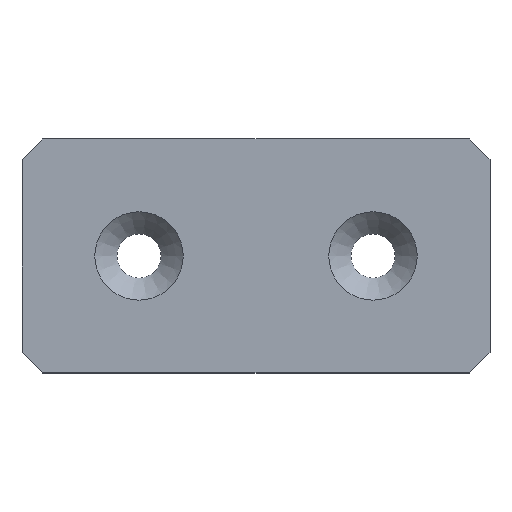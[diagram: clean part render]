
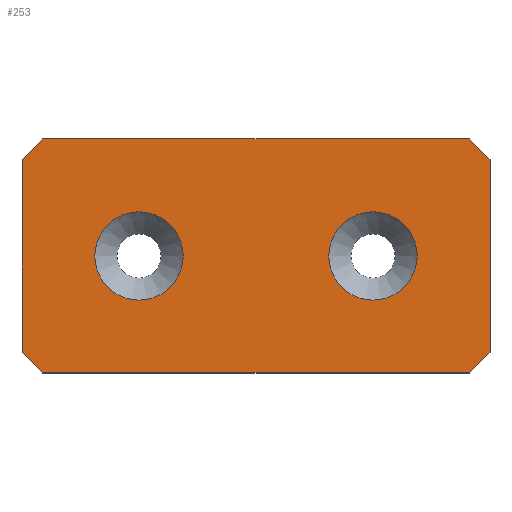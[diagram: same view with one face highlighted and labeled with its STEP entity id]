
A CAD part, top view. The second image highlights one B-rep face of the part: STEP entity #253.
In plain terms, the highlighted planar face has unit normal (0, 0, 1).
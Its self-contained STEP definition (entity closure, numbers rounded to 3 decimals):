
#16=FACE_BOUND($,#46,.T.);
#17=FACE_BOUND($,#47,.T.);
#18=FACE_BOUND($,#48,.T.);
#25=CIRCLE($,#271,8.5);
#26=CIRCLE($,#272,8.5);
#46=EDGE_LOOP($,(#174));
#47=EDGE_LOOP($,(#175));
#48=EDGE_LOOP($,(#176,#177,#178,#179,#180,#181,#182,#183));
#66=LINE($,#358,#90);
#70=LINE($,#366,#94);
#73=LINE($,#376,#97);
#74=LINE($,#378,#98);
#75=LINE($,#380,#99);
#76=LINE($,#382,#100);
#77=LINE($,#384,#101);
#78=LINE($,#385,#102);
#90=VECTOR($,#292,5.657);
#94=VECTOR($,#298,82.);
#97=VECTOR($,#307,37.);
#98=VECTOR($,#308,5.657);
#99=VECTOR($,#309,82.);
#100=VECTOR($,#310,5.657);
#101=VECTOR($,#311,37.);
#102=VECTOR($,#312,5.657);
#114=VERTEX_POINT($,#356);
#115=VERTEX_POINT($,#357);
#118=VERTEX_POINT($,#365);
#120=VERTEX_POINT($,#371);
#121=VERTEX_POINT($,#373);
#122=VERTEX_POINT($,#375);
#123=VERTEX_POINT($,#377);
#124=VERTEX_POINT($,#379);
#125=VERTEX_POINT($,#381);
#126=VERTEX_POINT($,#383);
#136=EDGE_CURVE($,#114,#115,#66,.T.);
#140=EDGE_CURVE($,#115,#118,#70,.T.);
#143=EDGE_CURVE($,#120,#120,#25,.T.);
#144=EDGE_CURVE($,#121,#121,#26,.T.);
#145=EDGE_CURVE($,#122,#114,#73,.T.);
#146=EDGE_CURVE($,#123,#122,#74,.T.);
#147=EDGE_CURVE($,#124,#123,#75,.T.);
#148=EDGE_CURVE($,#125,#124,#76,.T.);
#149=EDGE_CURVE($,#126,#125,#77,.T.);
#150=EDGE_CURVE($,#118,#126,#78,.T.);
#174=ORIENTED_EDGE($,*,*,#143,.T.);
#175=ORIENTED_EDGE($,*,*,#144,.T.);
#176=ORIENTED_EDGE($,*,*,#136,.F.);
#177=ORIENTED_EDGE($,*,*,#145,.F.);
#178=ORIENTED_EDGE($,*,*,#146,.F.);
#179=ORIENTED_EDGE($,*,*,#147,.F.);
#180=ORIENTED_EDGE($,*,*,#148,.F.);
#181=ORIENTED_EDGE($,*,*,#149,.F.);
#182=ORIENTED_EDGE($,*,*,#150,.F.);
#183=ORIENTED_EDGE($,*,*,#140,.F.);
#228=PLANE($,#270);
#253=ADVANCED_FACE($,(#16,#17,#18),#228,.T.);
#270=AXIS2_PLACEMENT_3D($,#370,#301,#302);
#271=AXIS2_PLACEMENT_3D($,#372,#303,#304);
#272=AXIS2_PLACEMENT_3D($,#374,#305,#306);
#292=DIRECTION($,(-0.707,-0.707,0.));
#298=DIRECTION($,(-1.,0.,0.));
#301=DIRECTION('center_axis',(0.,0.,1.));
#302=DIRECTION('ref_axis',(1.,0.,0.));
#303=DIRECTION('center_axis',(0.,0.,-1.));
#304=DIRECTION('ref_axis',(1.,0.,0.));
#305=DIRECTION('center_axis',(0.,0.,-1.));
#306=DIRECTION('ref_axis',(1.,0.,0.));
#307=DIRECTION($,(0.,-1.,0.));
#308=DIRECTION($,(0.707,-0.707,0.));
#309=DIRECTION($,(1.,0.,0.));
#310=DIRECTION($,(0.707,0.707,0.));
#311=DIRECTION($,(0.,1.,0.));
#312=DIRECTION($,(-0.707,0.707,0.));
#356=CARTESIAN_POINT('',(45.,-18.5,5.));
#357=CARTESIAN_POINT('',(41.,-22.5,5.));
#358=CARTESIAN_POINT($,(37.375,-26.125,5.));
#365=CARTESIAN_POINT('',(-41.,-22.5,5.));
#366=CARTESIAN_POINT($,(45.,-22.5,5.));
#370=CARTESIAN_POINT('Origin',(0.,0.,5.));
#371=CARTESIAN_POINT('',(31.,0.,5.));
#372=CARTESIAN_POINT('Origin',(22.5,0.,5.));
#373=CARTESIAN_POINT('',(-14.,0.,5.));
#374=CARTESIAN_POINT('Origin',(-22.5,0.,5.));
#375=CARTESIAN_POINT('',(45.,18.5,5.));
#376=CARTESIAN_POINT($,(45.,22.5,5.));
#377=CARTESIAN_POINT('',(41.,22.5,5.));
#378=CARTESIAN_POINT($,(37.375,26.125,5.));
#379=CARTESIAN_POINT('',(-41.,22.5,5.));
#380=CARTESIAN_POINT($,(-45.,22.5,5.));
#381=CARTESIAN_POINT('',(-45.,18.5,5.));
#382=CARTESIAN_POINT($,(-37.375,26.125,5.));
#383=CARTESIAN_POINT('',(-45.,-18.5,5.));
#384=CARTESIAN_POINT($,(-45.,-22.5,5.));
#385=CARTESIAN_POINT($,(-37.375,-26.125,5.));
